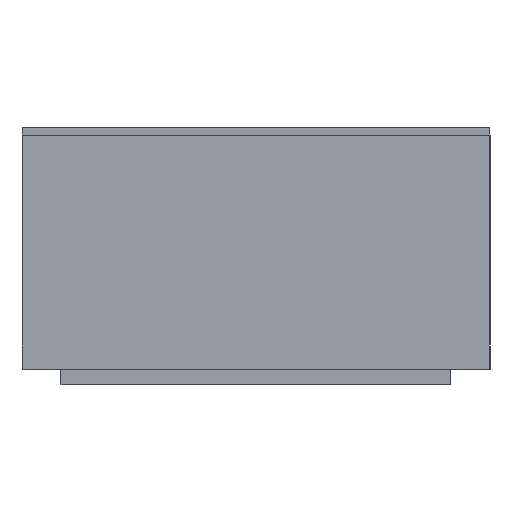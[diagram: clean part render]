
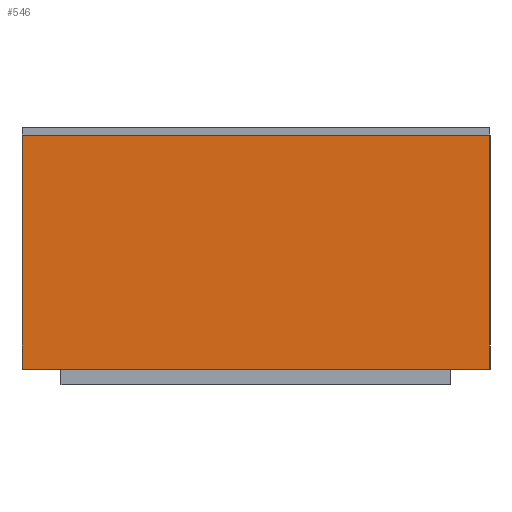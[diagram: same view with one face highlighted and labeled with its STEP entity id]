
A CAD part, left-side view. The second image highlights one B-rep face of the part: STEP entity #546.
In plain terms, the highlighted planar face has unit normal (-1, 0, 0).
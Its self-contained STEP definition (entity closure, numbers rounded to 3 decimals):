
#348=CARTESIAN_POINT('',(-0.7,-0.3,0.));
#349=VERTEX_POINT('',#348);
#358=CARTESIAN_POINT('',(-0.7,0.3,0.));
#359=VERTEX_POINT('',#358);
#360=CARTESIAN_POINT('',(-0.7,0.3,0.));
#361=DIRECTION('',(0.,-1.,0.));
#362=VECTOR('',#361,0.6);
#363=LINE('',#360,#362);
#364=EDGE_CURVE('',#359,#349,#363,.T.);
#465=CARTESIAN_POINT('',(-0.7,-0.3,0.3));
#466=VERTEX_POINT('',#465);
#473=CARTESIAN_POINT('',(-0.7,-0.3,0.3));
#474=DIRECTION('',(0.,0.,-1.));
#475=VECTOR('',#474,0.3);
#476=LINE('',#473,#475);
#477=EDGE_CURVE('',#466,#349,#476,.T.);
#512=CARTESIAN_POINT('',(-0.7,0.3,0.3));
#513=VERTEX_POINT('',#512);
#514=CARTESIAN_POINT('',(-0.7,0.3,0.3));
#515=DIRECTION('',(0.,0.,-1.));
#516=VECTOR('',#515,0.3);
#517=LINE('',#514,#516);
#518=EDGE_CURVE('',#513,#359,#517,.T.);
#530=CARTESIAN_POINT('',(-0.7,-0.,0.32));
#531=DIRECTION('',(1.,0.,0.));
#532=DIRECTION('',(0.,0.,-1.));
#533=AXIS2_PLACEMENT_3D('',#530,#531,#532);
#534=PLANE('',#533);
#535=ORIENTED_EDGE('',*,*,#364,.T.);
#536=ORIENTED_EDGE('',*,*,#477,.F.);
#537=CARTESIAN_POINT('',(-0.7,0.3,0.3));
#538=DIRECTION('',(0.,-1.,0.));
#539=VECTOR('',#538,0.6);
#540=LINE('',#537,#539);
#541=EDGE_CURVE('',#513,#466,#540,.T.);
#542=ORIENTED_EDGE('',*,*,#541,.F.);
#543=ORIENTED_EDGE('',*,*,#518,.T.);
#544=EDGE_LOOP('',(#535,#536,#542,#543));
#545=FACE_BOUND('',#544,.T.);
#546=ADVANCED_FACE('',(#545),#534,.F.);
